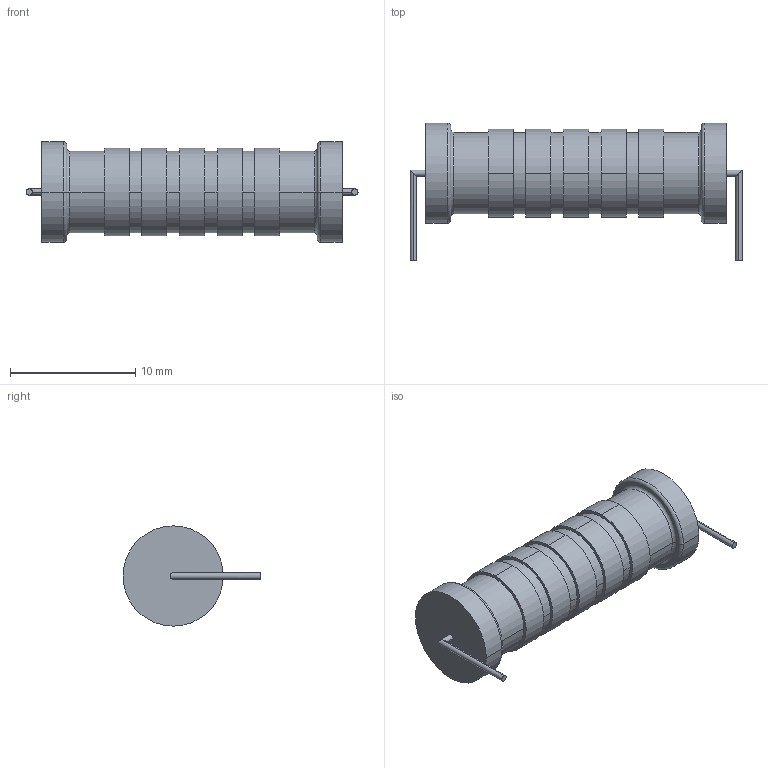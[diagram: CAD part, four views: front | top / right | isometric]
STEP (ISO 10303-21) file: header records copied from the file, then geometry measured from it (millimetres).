
FILE_DESCRIPTION (( 'STEP AP214' ), '1' );
FILE_NAME ('thr-R-5W.STEP', '2024-07-09T15:28:11', ( '' ), ( '' ), 'SwSTEP 2.0', 'SolidWorks 2020', '' );
FILE_SCHEMA (( 'AUTOMOTIVE_DESIGN' ));
Length unit declared in the file: millimetre
Products named in the file (1): thr-R-5W
Bounding box: 26.5 x 11 x 8 mm (x, y, z)
Volume: 920.8 mm3; surface area: 727.7 mm2
Topology: 1 solids, 1 shells, 58 faces, 118 edges, 76 vertices
Faces by surface type: cylinder 34, plane 16, torus 8
Entity records: 2226 total; most frequent: DIRECTION 304, CARTESIAN_POINT 277, ORIENTED_EDGE 236, AXIS2_PLACEMENT_3D 135, EDGE_CURVE 118, CIRCLE 76, VERTEX_POINT 76, EDGE_LOOP 72
